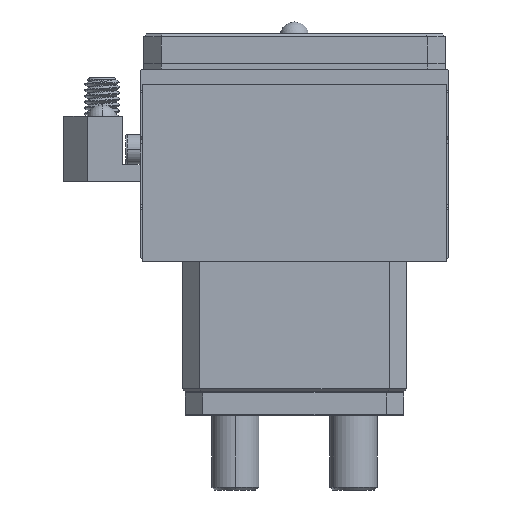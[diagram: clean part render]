
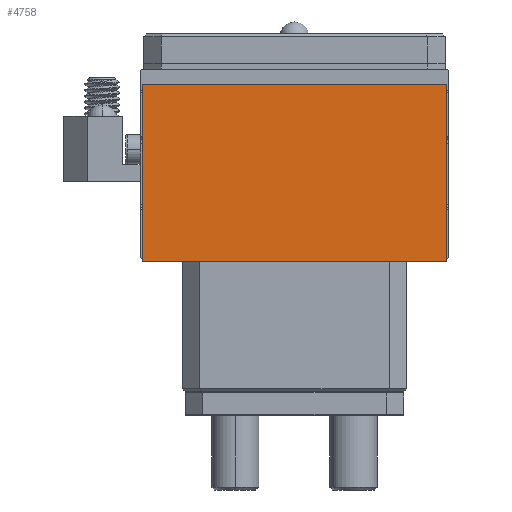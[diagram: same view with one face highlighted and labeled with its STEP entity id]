
A CAD part, left-side view. The second image highlights one B-rep face of the part: STEP entity #4758.
In plain terms, the highlighted planar face has unit normal (-1, 0, 0).
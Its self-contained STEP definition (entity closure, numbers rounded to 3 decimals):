
#415 = EDGE_CURVE ( 'NONE', #5183, #20036, #1472, .T. ) ;
#958 = DIRECTION ( 'NONE',  ( 0., -1., 0. ) ) ;
#1472 = LINE ( 'NONE', #17878, #12025 ) ;
#3565 = CARTESIAN_POINT ( 'NONE',  ( 0., -25.75, 30. ) ) ;
#4758 = ADVANCED_FACE ( 'NONE', ( #19879 ), #23787, .F. ) ;
#5183 = VERTEX_POINT ( 'NONE', #33956 ) ;
#5749 = LINE ( 'NONE', #6754, #11112 ) ;
#6754 = CARTESIAN_POINT ( 'NONE',  ( 0., 25.75, 30. ) ) ;
#10672 = DIRECTION ( 'NONE',  ( 0., -1., 0. ) ) ;
#10727 = LINE ( 'NONE', #14404, #12713 ) ;
#10979 = EDGE_CURVE ( 'NONE', #36445, #5183, #10727, .T. ) ;
#11112 = VECTOR ( 'NONE', #10672, 1000. ) ;
#12025 = VECTOR ( 'NONE', #958, 1000. ) ;
#12713 = VECTOR ( 'NONE', #34494, 1000. ) ;
#14404 = CARTESIAN_POINT ( 'NONE',  ( 0., 25.75, 30. ) ) ;
#16245 = CARTESIAN_POINT ( 'NONE',  ( 0., -25.75, 0. ) ) ;
#17279 = DIRECTION ( 'NONE',  ( 0., 0., -1. ) ) ;
#17878 = CARTESIAN_POINT ( 'NONE',  ( 0., 25.75, 0. ) ) ;
#19879 = FACE_OUTER_BOUND ( 'NONE', #34707, .T. ) ;
#20036 = VERTEX_POINT ( 'NONE', #16245 ) ;
#20248 = VERTEX_POINT ( 'NONE', #24979 ) ;
#20518 = CARTESIAN_POINT ( 'NONE',  ( 0., 25.75, 30. ) ) ;
#21950 = EDGE_CURVE ( 'NONE', #36445, #20248, #5749, .T. ) ;
#23375 = LINE ( 'NONE', #3565, #41644 ) ;
#23787 = PLANE ( 'NONE',  #42275 ) ;
#24979 = CARTESIAN_POINT ( 'NONE',  ( 0., -25.75, 30. ) ) ;
#25361 = ORIENTED_EDGE ( 'NONE', *, *, #10979, .T. ) ;
#27580 = ORIENTED_EDGE ( 'NONE', *, *, #45466, .F. ) ;
#28514 = DIRECTION ( 'NONE',  ( 1., 0., 0. ) ) ;
#31747 = DIRECTION ( 'NONE',  ( 0., 0., -1. ) ) ;
#33956 = CARTESIAN_POINT ( 'NONE',  ( 0., 25.75, 0. ) ) ;
#34494 = DIRECTION ( 'NONE',  ( 0., 0., -1. ) ) ;
#34707 = EDGE_LOOP ( 'NONE', ( #47310, #27580, #34917, #25361 ) ) ;
#34917 = ORIENTED_EDGE ( 'NONE', *, *, #21950, .F. ) ;
#36445 = VERTEX_POINT ( 'NONE', #20518 ) ;
#40796 = CARTESIAN_POINT ( 'NONE',  ( 0., 25.75, 30. ) ) ;
#41644 = VECTOR ( 'NONE', #31747, 1000. ) ;
#42275 = AXIS2_PLACEMENT_3D ( 'NONE', #40796, #28514, #17279 ) ;
#45466 = EDGE_CURVE ( 'NONE', #20248, #20036, #23375, .T. ) ;
#47310 = ORIENTED_EDGE ( 'NONE', *, *, #415, .T. ) ;
